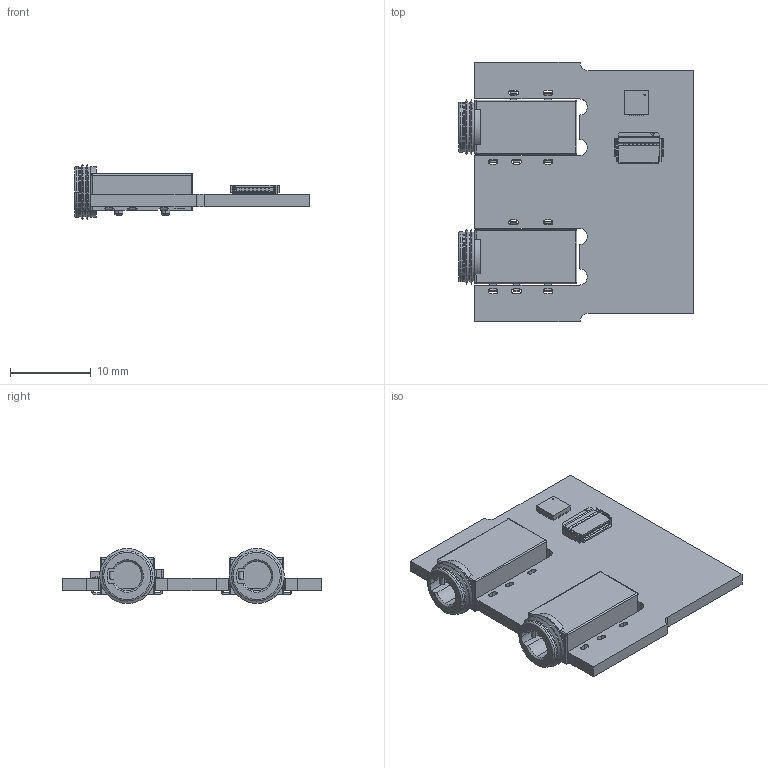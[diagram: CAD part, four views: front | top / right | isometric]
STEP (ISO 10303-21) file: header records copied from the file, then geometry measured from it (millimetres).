
FILE_DESCRIPTION(('KiCad electronic assembly'),'2;1');
FILE_NAME('HW_Headunit.step','2026-02-02T05:10:58',('Pcbnew'),('Kicad'), 'Open CASCADE STEP processor 7.8','KiCad to STEP converter','Unknown' );
FILE_SCHEMA(('AUTOMOTIVE_DESIGN { 1 0 10303 214 1 1 1 1 }'));
Length unit declared in the file: millimetre
Products named in the file (5): HW_Headunit 1; c-2328702-8-a-3d; QFN-16-1EP_3x3mm_P0.5mm_EP1.7x1.7mm; xb-pj-1837; HW_Headunit_PCB
Assembly tree (5 placements, depth 2):
  HW_Headunit 1
    c-2328702-8-a-3d
    QFN-16-1EP_3x3mm_P0.5mm_EP1.7x1.7mm
    xb-pj-1837  x2
    HW_Headunit_PCB
Bounding box: 29 x 32 x 6.79 mm (x, y, z)
Volume: 1770.4 mm3; surface area: 2885.2 mm2
Topology: 5 solids, 5 shells, 2072 faces, 5865 edges, 3866 vertices
Faces by surface type: plane 1725, cylinder 293, cone 22, torus 20, sphere 8, bspline 4
Full cylindrical faces by diameter (mm): 0.2 x1
Entity records: 43607 total; most frequent: CARTESIAN_POINT 7750, ORIENTED_EDGE 7492, DIRECTION 6819, EDGE_CURVE 3746, LINE 3279, VECTOR 3279, VERTEX_POINT 2476, AXIS2_PLACEMENT_3D 1770
